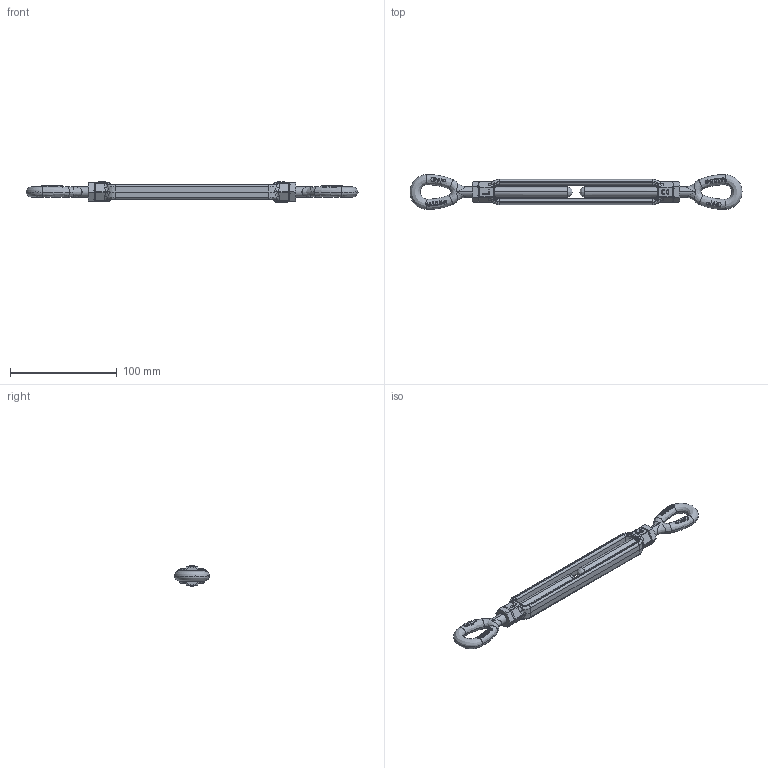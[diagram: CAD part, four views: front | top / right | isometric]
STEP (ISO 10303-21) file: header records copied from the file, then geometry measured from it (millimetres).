
FILE_DESCRIPTION(('STEP AP203'),'1');
FILE_NAME('SSGPOO1006.stp','2014-03-28T16:21:06',('TraceParts'),('TraceParts S.A.'),'XStep 1.0',' ',' ');
FILE_SCHEMA(('CONFIG_CONTROL_DESIGN'));
Length unit declared in the file: millimetre
Products named in the file (8): 1; 2; 3; 4; 5; 6; 7; 8
Bounding box: 310.96 x 32.48 x 19 mm (x, y, z)
Volume: 57505.1 mm3; surface area: 28565.3 mm2
Topology: 8 solids, 8 shells, 633 faces, 1631 edges, 1020 vertices
Faces by surface type: plane 248, bspline 231, cylinder 106, cone 48
Entity records: 30337 total; most frequent: CARTESIAN_POINT 17110, ORIENTED_EDGE 3222, DIRECTION 1831, EDGE_CURVE 1611, VERTEX_POINT 1018, B_SPLINE_CURVE_WITH_KNOTS 769, EDGE_LOOP 669, AXIS2_PLACEMENT_3D 642
